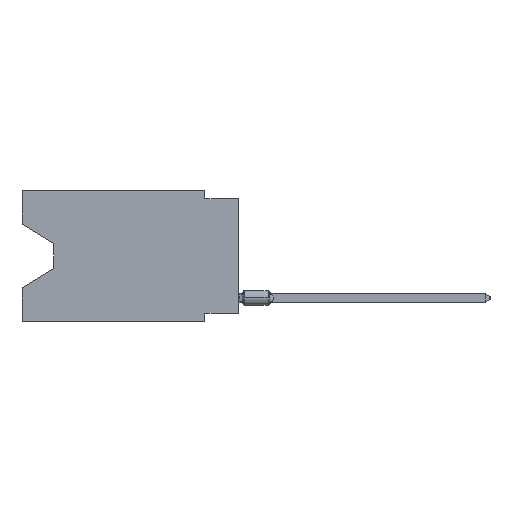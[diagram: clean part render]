
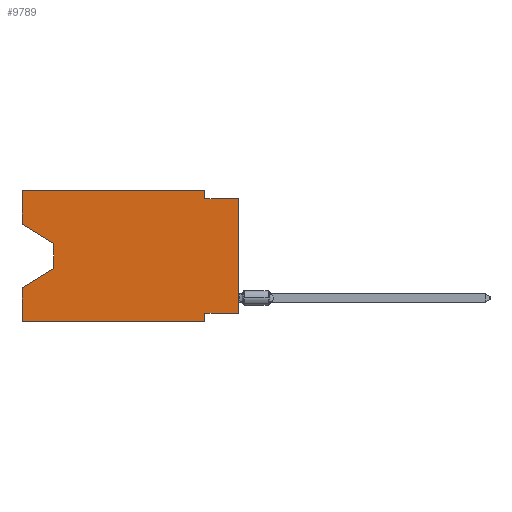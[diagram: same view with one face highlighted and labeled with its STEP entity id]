
A CAD part, left-side view. The second image highlights one B-rep face of the part: STEP entity #9789.
In plain terms, the highlighted planar face has unit normal (-1, 0, 0).
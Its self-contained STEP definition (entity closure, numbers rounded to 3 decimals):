
#557 = VERTEX_POINT ( 'NONE', #11380 ) ;
#657 = LINE ( 'NONE', #37048, #13583 ) ;
#2279 = CARTESIAN_POINT ( 'NONE',  ( 0., 16.383, -9.906 ) ) ;
#2791 = CARTESIAN_POINT ( 'NONE',  ( 0., 16.383, -9.906 ) ) ;
#3019 = DIRECTION ( 'NONE',  ( 0., -1., 0. ) ) ;
#3485 = VECTOR ( 'NONE', #26205, 1000. ) ;
#3562 = CARTESIAN_POINT ( 'NONE',  ( 0., 2.54, -9.271 ) ) ;
#3733 = LINE ( 'NONE', #35609, #34766 ) ;
#3865 = LINE ( 'NONE', #22189, #3485 ) ;
#4439 = CARTESIAN_POINT ( 'NONE',  ( 0., 13.97, -5.893 ) ) ;
#4730 = EDGE_CURVE ( 'NONE', #30272, #29150, #16473, .T. ) ;
#7056 = LINE ( 'NONE', #4439, #31947 ) ;
#7624 = VERTEX_POINT ( 'NONE', #30003 ) ;
#8047 = CARTESIAN_POINT ( 'NONE',  ( 0., 0., -9.271 ) ) ;
#8650 = DIRECTION ( 'NONE',  ( 0., -1., 0. ) ) ;
#9044 = DIRECTION ( 'NONE',  ( 0., 0., -1. ) ) ;
#9789 = ADVANCED_FACE ( 'NONE', ( #32273 ), #21119, .F. ) ;
#10849 = EDGE_CURVE ( 'NONE', #7624, #19447, #36358, .T. ) ;
#10958 = LINE ( 'NONE', #39276, #29576 ) ;
#11359 = ORIENTED_EDGE ( 'NONE', *, *, #30519, .F. ) ;
#11380 = CARTESIAN_POINT ( 'NONE',  ( 0., 2.54, 0. ) ) ;
#11471 = EDGE_CURVE ( 'NONE', #24015, #29131, #10958, .T. ) ;
#12068 = ORIENTED_EDGE ( 'NONE', *, *, #35035, .F. ) ;
#12562 = CARTESIAN_POINT ( 'NONE',  ( 0., 2.54, -0.635 ) ) ;
#12580 = VECTOR ( 'NONE', #9044, 1000. ) ;
#12591 = LINE ( 'NONE', #41634, #12580 ) ;
#13092 = EDGE_CURVE ( 'NONE', #24015, #24831, #3865, .T. ) ;
#13583 = VECTOR ( 'NONE', #39896, 1000. ) ;
#13943 = CARTESIAN_POINT ( 'NONE',  ( 0., 13.97, -4.013 ) ) ;
#14156 = ORIENTED_EDGE ( 'NONE', *, *, #18441, .F. ) ;
#14165 = VECTOR ( 'NONE', #34663, 1000. ) ;
#14599 = EDGE_CURVE ( 'NONE', #7624, #20474, #3733, .T. ) ;
#16110 = ORIENTED_EDGE ( 'NONE', *, *, #11471, .F. ) ;
#16473 = LINE ( 'NONE', #35480, #43102 ) ;
#16588 = VECTOR ( 'NONE', #8650, 1000. ) ;
#16940 = EDGE_CURVE ( 'NONE', #40333, #20474, #35136, .T. ) ;
#17081 = ORIENTED_EDGE ( 'NONE', *, *, #42291, .T. ) ;
#18441 = EDGE_CURVE ( 'NONE', #557, #40333, #12591, .T. ) ;
#18659 = LINE ( 'NONE', #44591, #16588 ) ;
#19447 = VERTEX_POINT ( 'NONE', #3562 ) ;
#20197 = ORIENTED_EDGE ( 'NONE', *, *, #10849, .F. ) ;
#20474 = VERTEX_POINT ( 'NONE', #34438 ) ;
#21042 = VECTOR ( 'NONE', #46564, 1000. ) ;
#21119 = PLANE ( 'NONE',  #34001 ) ;
#22189 = CARTESIAN_POINT ( 'NONE',  ( 0., 16.383, -2.546 ) ) ;
#22814 = CARTESIAN_POINT ( 'NONE',  ( 0., 16.383, 0. ) ) ;
#24015 = VERTEX_POINT ( 'NONE', #30883 ) ;
#24831 = VERTEX_POINT ( 'NONE', #25354 ) ;
#25354 = CARTESIAN_POINT ( 'NONE',  ( 0., 13.97, -4.013 ) ) ;
#26205 = DIRECTION ( 'NONE',  ( 0., -0.855, -0.519 ) ) ;
#27346 = VECTOR ( 'NONE', #3019, 1000. ) ;
#27431 = EDGE_CURVE ( 'NONE', #30272, #35452, #42057, .T. ) ;
#27669 = ORIENTED_EDGE ( 'NONE', *, *, #13092, .T. ) ;
#29131 = VERTEX_POINT ( 'NONE', #22814 ) ;
#29150 = VERTEX_POINT ( 'NONE', #40637 ) ;
#29199 = ORIENTED_EDGE ( 'NONE', *, *, #4730, .F. ) ;
#29576 = VECTOR ( 'NONE', #35238, 1000. ) ;
#30003 = CARTESIAN_POINT ( 'NONE',  ( 0., 0., -9.271 ) ) ;
#30272 = VERTEX_POINT ( 'NONE', #2279 ) ;
#30519 = EDGE_CURVE ( 'NONE', #29131, #557, #18659, .T. ) ;
#30883 = CARTESIAN_POINT ( 'NONE',  ( 0., 16.383, -2.546 ) ) ;
#31947 = VECTOR ( 'NONE', #32501, 1000. ) ;
#32273 = FACE_OUTER_BOUND ( 'NONE', #35868, .T. ) ;
#32501 = DIRECTION ( 'NONE',  ( 0., 0.855, -0.519 ) ) ;
#32540 = DIRECTION ( 'NONE',  ( 0., 1., 0. ) ) ;
#32753 = DIRECTION ( 'NONE',  ( 0., 0., 1. ) ) ;
#33345 = VECTOR ( 'NONE', #32540, 1000. ) ;
#34001 = AXIS2_PLACEMENT_3D ( 'NONE', #35859, #35627, #42552 ) ;
#34438 = CARTESIAN_POINT ( 'NONE',  ( 0., 0., -0.635 ) ) ;
#34663 = DIRECTION ( 'NONE',  ( 0., -1., 0. ) ) ;
#34766 = VECTOR ( 'NONE', #32753, 1000. ) ;
#35035 = EDGE_CURVE ( 'NONE', #19447, #35452, #657, .T. ) ;
#35136 = LINE ( 'NONE', #42524, #27346 ) ;
#35238 = DIRECTION ( 'NONE',  ( 0., 0., 1. ) ) ;
#35452 = VERTEX_POINT ( 'NONE', #36757 ) ;
#35480 = CARTESIAN_POINT ( 'NONE',  ( 0., 16.383, 0. ) ) ;
#35609 = CARTESIAN_POINT ( 'NONE',  ( 0., 0., 0. ) ) ;
#35627 = DIRECTION ( 'NONE',  ( 1., 0., 0. ) ) ;
#35859 = CARTESIAN_POINT ( 'NONE',  ( 0., 16.383, 0. ) ) ;
#35868 = EDGE_LOOP ( 'NONE', ( #27669, #17081, #45940, #29199, #41810, #12068, #20197, #44437, #42633, #14156, #11359, #16110 ) ) ;
#36358 = LINE ( 'NONE', #8047, #33345 ) ;
#36757 = CARTESIAN_POINT ( 'NONE',  ( 0., 2.54, -9.906 ) ) ;
#37048 = CARTESIAN_POINT ( 'NONE',  ( 0., 2.54, -9.906 ) ) ;
#39276 = CARTESIAN_POINT ( 'NONE',  ( 0., 16.383, 0. ) ) ;
#39896 = DIRECTION ( 'NONE',  ( 0., 0., -1. ) ) ;
#40333 = VERTEX_POINT ( 'NONE', #12562 ) ;
#40637 = CARTESIAN_POINT ( 'NONE',  ( 0., 16.383, -7.36 ) ) ;
#41634 = CARTESIAN_POINT ( 'NONE',  ( 0., 2.54, 0. ) ) ;
#41810 = ORIENTED_EDGE ( 'NONE', *, *, #27431, .T. ) ;
#41941 = DIRECTION ( 'NONE',  ( 0., 0., 1. ) ) ;
#42057 = LINE ( 'NONE', #2791, #14165 ) ;
#42272 = VERTEX_POINT ( 'NONE', #42758 ) ;
#42291 = EDGE_CURVE ( 'NONE', #24831, #42272, #43462, .T. ) ;
#42524 = CARTESIAN_POINT ( 'NONE',  ( 0., 0., -0.635 ) ) ;
#42552 = DIRECTION ( 'NONE',  ( 0., 0., -1. ) ) ;
#42633 = ORIENTED_EDGE ( 'NONE', *, *, #16940, .F. ) ;
#42758 = CARTESIAN_POINT ( 'NONE',  ( 0., 13.97, -5.893 ) ) ;
#43102 = VECTOR ( 'NONE', #41941, 1000. ) ;
#43462 = LINE ( 'NONE', #13943, #21042 ) ;
#44437 = ORIENTED_EDGE ( 'NONE', *, *, #14599, .T. ) ;
#44591 = CARTESIAN_POINT ( 'NONE',  ( 0., 16.383, 0. ) ) ;
#45940 = ORIENTED_EDGE ( 'NONE', *, *, #46356, .T. ) ;
#46356 = EDGE_CURVE ( 'NONE', #42272, #29150, #7056, .T. ) ;
#46564 = DIRECTION ( 'NONE',  ( 0., 0., -1. ) ) ;
